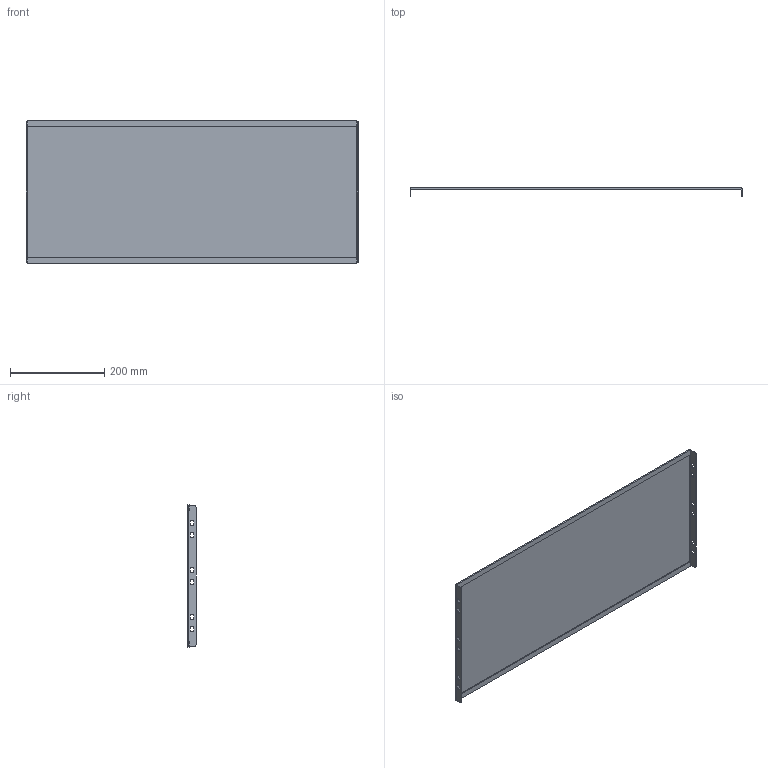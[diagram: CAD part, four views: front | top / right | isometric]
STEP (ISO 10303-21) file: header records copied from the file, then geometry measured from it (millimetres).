
FILE_DESCRIPTION (( 'STEP AP203' ), '1' );
FILE_NAME ('YKM40D-FO-VS-080-040 ÀÃÈÅ 275.00.005-03 Ïîëêà ðàçäåëèòåëüíàÿ.STEP', '2020-12-10T12:34:54', ( '' ), ( '' ), 'SwSTEP 2.0', 'SolidWorks 2017', '' );
FILE_SCHEMA (( 'CONFIG_CONTROL_DESIGN' ));
Length unit declared in the file: millimetre
Products named in the file (1): YKM40D-FO-VS-080-040  ÀÃÈÅ 275.00.005-03 Ïîëêà ðàçäåëèòåëüíàÿ
Bounding box: 706 x 18 x 303.1 mm (x, y, z)
Volume: 361388.1 mm3; surface area: 453451.3 mm2
Topology: 1 solids, 1 shells, 78 faces, 224 edges, 148 vertices
Faces by surface type: plane 50, cylinder 28
Entity records: 2677 total; most frequent: CARTESIAN_POINT 451, ORIENTED_EDGE 448, DIRECTION 438, EDGE_CURVE 224, LINE 168, VECTOR 168, VERTEX_POINT 148, AXIS2_PLACEMENT_3D 135
